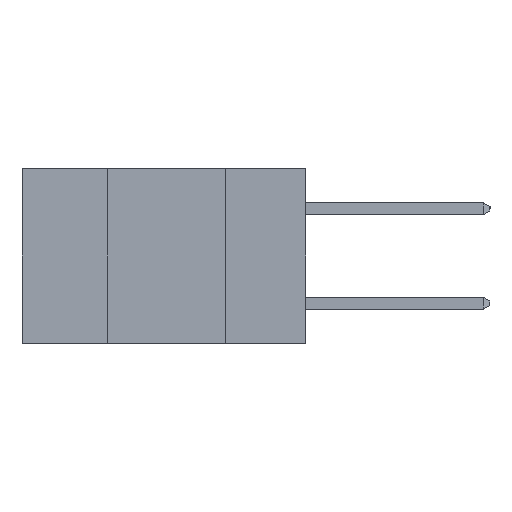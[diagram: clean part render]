
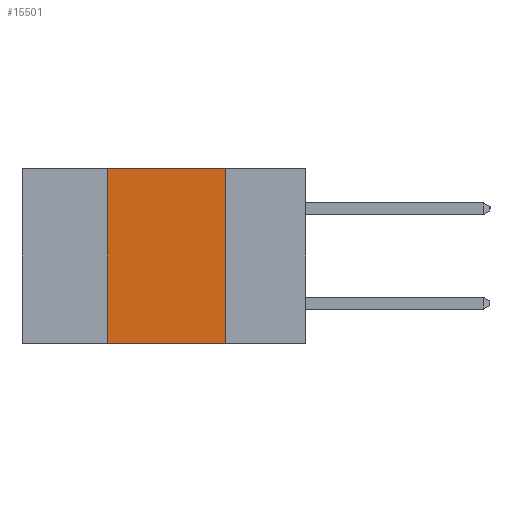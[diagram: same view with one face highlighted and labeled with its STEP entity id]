
A CAD part, left-side view. The second image highlights one B-rep face of the part: STEP entity #15501.
In plain terms, the highlighted planar face has unit normal (-1, 0, 0).
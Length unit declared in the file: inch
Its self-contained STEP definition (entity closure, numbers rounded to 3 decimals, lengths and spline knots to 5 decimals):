
#1638 = CARTESIAN_POINT ( 'NONE',  ( 0., 0.17, -0.37 ) ) ;
#1796 = VERTEX_POINT ( 'NONE', #16402 ) ;
#2397 = PLANE ( 'NONE',  #5836 ) ;
#2869 = CARTESIAN_POINT ( 'NONE',  ( 0., 0.17, -0.37 ) ) ;
#3022 = EDGE_CURVE ( 'NONE', #1796, #15643, #17717, .T. ) ;
#3428 = VERTEX_POINT ( 'NONE', #2869 ) ;
#3553 = EDGE_LOOP ( 'NONE', ( #6297, #16918, #8545, #15155 ) ) ;
#3987 = DIRECTION ( 'NONE',  ( 0., -1., 0. ) ) ;
#4093 = CARTESIAN_POINT ( 'NONE',  ( 0., 0.6, 0. ) ) ;
#5262 = CARTESIAN_POINT ( 'NONE',  ( 0., 0.6, -0.37 ) ) ;
#5836 = AXIS2_PLACEMENT_3D ( 'NONE', #4093, #10553, #20075 ) ;
#5932 = VECTOR ( 'NONE', #3987, 39.37008 ) ;
#6190 = DIRECTION ( 'NONE',  ( 0., 0., 1. ) ) ;
#6297 = ORIENTED_EDGE ( 'NONE', *, *, #15795, .F. ) ;
#8545 = ORIENTED_EDGE ( 'NONE', *, *, #19434, .F. ) ;
#8874 = VECTOR ( 'NONE', #14819, 39.37008 ) ;
#10553 = DIRECTION ( 'NONE',  ( 1., 0., 0. ) ) ;
#11305 = CARTESIAN_POINT ( 'NONE',  ( 0., 0.42, -0.37 ) ) ;
#11839 = LINE ( 'NONE', #5262, #5932 ) ;
#12264 = CARTESIAN_POINT ( 'NONE',  ( 0., 0.17, 0. ) ) ;
#12781 = LINE ( 'NONE', #1638, #8874 ) ;
#13015 = LINE ( 'NONE', #11305, #18884 ) ;
#13544 = FACE_OUTER_BOUND ( 'NONE', #3553, .T. ) ;
#14195 = CARTESIAN_POINT ( 'NONE',  ( 0., 0.6, 0. ) ) ;
#14819 = DIRECTION ( 'NONE',  ( 0., 0., -1. ) ) ;
#14971 = VECTOR ( 'NONE', #18913, 39.37008 ) ;
#15155 = ORIENTED_EDGE ( 'NONE', *, *, #20891, .T. ) ;
#15501 = ADVANCED_FACE ( 'NONE', ( #13544 ), #2397, .F. ) ;
#15643 = VERTEX_POINT ( 'NONE', #12264 ) ;
#15795 = EDGE_CURVE ( 'NONE', #15643, #3428, #12781, .T. ) ;
#16397 = VERTEX_POINT ( 'NONE', #19509 ) ;
#16402 = CARTESIAN_POINT ( 'NONE',  ( 0., 0.42, 0. ) ) ;
#16918 = ORIENTED_EDGE ( 'NONE', *, *, #3022, .F. ) ;
#17717 = LINE ( 'NONE', #14195, #14971 ) ;
#18884 = VECTOR ( 'NONE', #6190, 39.37008 ) ;
#18913 = DIRECTION ( 'NONE',  ( 0., -1., 0. ) ) ;
#19434 = EDGE_CURVE ( 'NONE', #16397, #1796, #13015, .T. ) ;
#19509 = CARTESIAN_POINT ( 'NONE',  ( 0., 0.42, -0.37 ) ) ;
#20075 = DIRECTION ( 'NONE',  ( 0., 0., -1. ) ) ;
#20891 = EDGE_CURVE ( 'NONE', #16397, #3428, #11839, .T. ) ;
